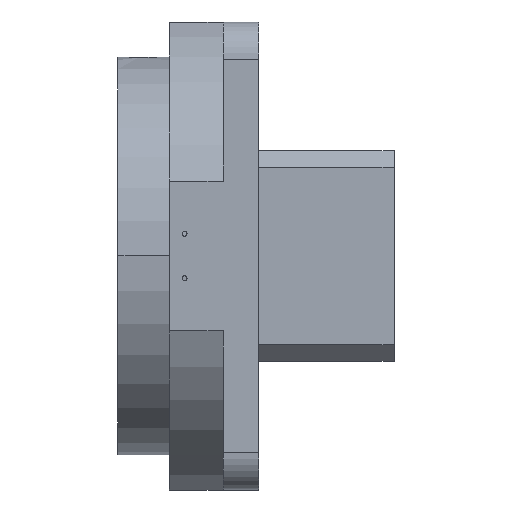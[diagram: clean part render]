
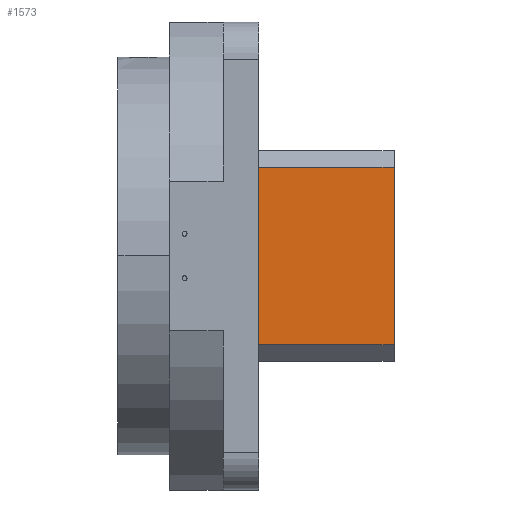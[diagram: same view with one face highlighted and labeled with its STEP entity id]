
A CAD part, left-side view. The second image highlights one B-rep face of the part: STEP entity #1573.
In plain terms, the highlighted face is planar.
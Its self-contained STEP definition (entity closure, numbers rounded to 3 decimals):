
#162 = DIRECTION ( 'NONE',  ( 0., 0., 1. ) ) ;
#233 = VERTEX_POINT ( 'NONE', #9418 ) ;
#1129 = EDGE_LOOP ( 'NONE', ( #5221, #3145, #8797, #11824 ) ) ;
#1468 = CARTESIAN_POINT ( 'NONE',  ( 58., 45., 38. ) ) ;
#1573 = ADVANCED_FACE ( 'NONE', ( #3770 ), #5883, .F. ) ;
#1868 = EDGE_CURVE ( 'NONE', #7234, #5115, #7745, .T. ) ;
#2319 = CARTESIAN_POINT ( 'NONE',  ( 0., 45., 38. ) ) ;
#3145 = ORIENTED_EDGE ( 'NONE', *, *, #1868, .T. ) ;
#3151 = DIRECTION ( 'NONE',  ( 0., -1., 0. ) ) ;
#3167 = VECTOR ( 'NONE', #11360, 1000. ) ;
#3533 = AXIS2_PLACEMENT_3D ( 'NONE', #10781, #3151, #4024 ) ;
#3770 = FACE_OUTER_BOUND ( 'NONE', #1129, .T. ) ;
#3801 = CARTESIAN_POINT ( 'NONE',  ( 0., 45., 45. ) ) ;
#4015 = LINE ( 'NONE', #3801, #9039 ) ;
#4024 = DIRECTION ( 'NONE',  ( 0., 0., -1. ) ) ;
#4903 = LINE ( 'NONE', #11097, #12186 ) ;
#5115 = VERTEX_POINT ( 'NONE', #1468 ) ;
#5221 = ORIENTED_EDGE ( 'NONE', *, *, #9484, .T. ) ;
#5883 = PLANE ( 'NONE',  #3533 ) ;
#5898 = EDGE_CURVE ( 'NONE', #11933, #233, #4903, .T. ) ;
#6413 = DIRECTION ( 'NONE',  ( -1., 0., 0. ) ) ;
#6535 = CARTESIAN_POINT ( 'NONE',  ( 58., 45., 38. ) ) ;
#6792 = LINE ( 'NONE', #7800, #10963 ) ;
#7234 = VERTEX_POINT ( 'NONE', #2319 ) ;
#7745 = LINE ( 'NONE', #6535, #3167 ) ;
#7800 = CARTESIAN_POINT ( 'NONE',  ( 58., 45., 45. ) ) ;
#8797 = ORIENTED_EDGE ( 'NONE', *, *, #10845, .F. ) ;
#9039 = VECTOR ( 'NONE', #11362, 1000. ) ;
#9418 = CARTESIAN_POINT ( 'NONE',  ( 0., 45., -38. ) ) ;
#9484 = EDGE_CURVE ( 'NONE', #233, #7234, #4015, .T. ) ;
#10781 = CARTESIAN_POINT ( 'NONE',  ( 58., 45., 45. ) ) ;
#10796 = CARTESIAN_POINT ( 'NONE',  ( 58., 45., -38. ) ) ;
#10845 = EDGE_CURVE ( 'NONE', #11933, #5115, #6792, .T. ) ;
#10963 = VECTOR ( 'NONE', #162, 1000. ) ;
#11097 = CARTESIAN_POINT ( 'NONE',  ( 58., 45., -38. ) ) ;
#11360 = DIRECTION ( 'NONE',  ( 1., 0., 0. ) ) ;
#11362 = DIRECTION ( 'NONE',  ( 0., 0., 1. ) ) ;
#11824 = ORIENTED_EDGE ( 'NONE', *, *, #5898, .T. ) ;
#11933 = VERTEX_POINT ( 'NONE', #10796 ) ;
#12186 = VECTOR ( 'NONE', #6413, 1000. ) ;
